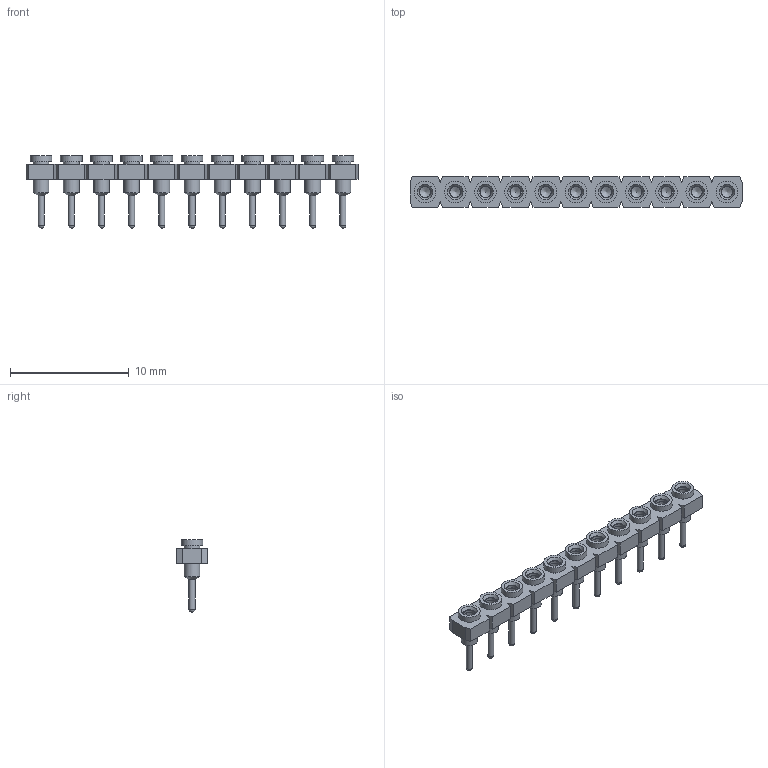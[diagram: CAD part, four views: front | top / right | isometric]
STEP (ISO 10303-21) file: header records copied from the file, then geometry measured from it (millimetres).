
FILE_DESCRIPTION(('FreeCAD Model'),'2;1');
FILE_NAME('Open CASCADE Shape Model','2025-01-11T13:27:45',(''),(''), 'Open CASCADE STEP processor 7.8','FreeCAD','Unknown');
FILE_SCHEMA(('AUTOMOTIVE_DESIGN { 1 0 10303 214 1 1 1 1 }'));
Length unit declared in the file: millimetre
Products named in the file (12): SL-111_socket; SC-4P1_pins055; SC-4P1_pins056; SC-4P1_pins057; SC-4P1_pins058; SC-4P1_pins059; SC-4P1_pins060; SC-4P1_pins061; SC-4P1_pins062; SC-4P1_pins063; SC-4P1_pins064; SC-4P1_pins077
Bounding box: 27.94 x 2.54 x 6.1 mm (x, y, z)
Volume: 105.7 mm3; surface area: 626.3 mm2
Topology: 12 solids, 12 shells, 257 faces, 567 edges, 367 vertices
Faces by surface type: plane 125, cylinder 77, cone 44, sphere 11
Full cylindrical faces by diameter (mm): 0.508 x11, 0.914 x11, 1.016 x11, 1.321 x33, 1.829 x11
Entity records: 7152 total; most frequent: CARTESIAN_POINT 1346, DIRECTION 1138, ORIENTED_EDGE 1090, EDGE_CURVE 545, AXIS2_PLACEMENT_3D 467, VERTEX_POINT 367, FACE_BOUND 334, EDGE_LOOP 334
